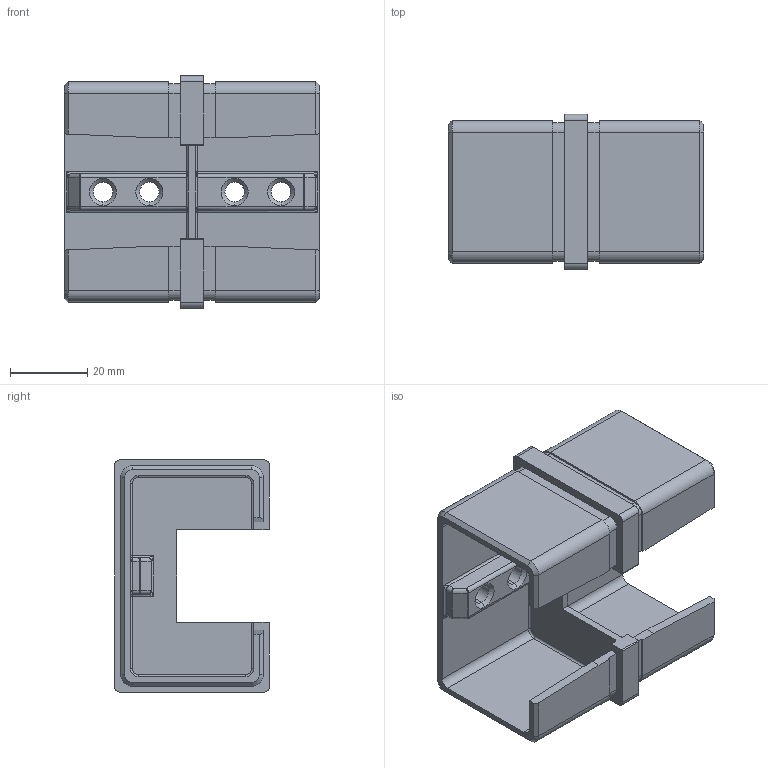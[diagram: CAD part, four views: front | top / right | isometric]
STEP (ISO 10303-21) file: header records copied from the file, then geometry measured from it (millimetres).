
FILE_DESCRIPTION (( 'STEP AP203' ), '1' );
FILE_NAME ('A14_6790-640.STEP', '2024-01-16T07:25:46', ( '' ), ( '' ), 'SwSTEP 2.0', 'SolidWorks 2019', '' );
FILE_SCHEMA (( 'CONFIG_CONTROL_DESIGN' ));
Length unit declared in the file: millimetre
Products named in the file (1): A14_6790-640
Bounding box: 66 x 40 x 60 mm (x, y, z)
Volume: 30132.8 mm3; surface area: 23887.1 mm2
Topology: 1 solids, 1 shells, 204 faces, 518 edges, 296 vertices
Faces by surface type: cylinder 78, plane 74, cone 24, bspline 16, torus 8, sphere 4
Entity records: 6415 total; most frequent: CARTESIAN_POINT 1607, DIRECTION 1000, ORIENTED_EDGE 996, EDGE_CURVE 498, AXIS2_PLACEMENT_3D 345, VECTOR 310, LINE 310, VERTEX_POINT 296
